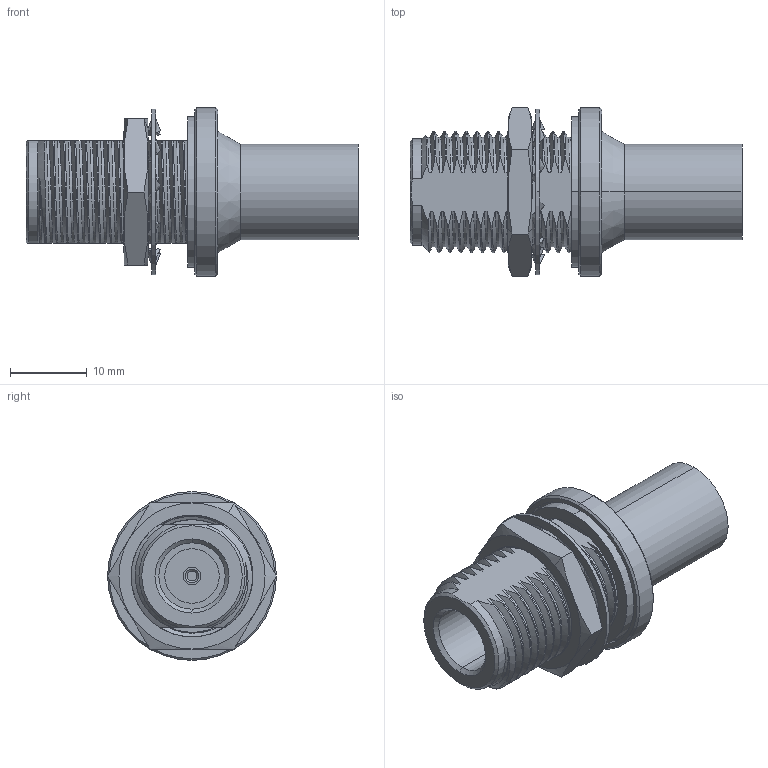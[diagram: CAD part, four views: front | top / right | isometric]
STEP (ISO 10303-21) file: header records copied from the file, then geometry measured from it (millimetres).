
FILE_DESCRIPTION (( 'STEP AP214' ), '1' );
FILE_NAME ('FMCN5286_3D.step', '2024-10-10T23:11:46', ( '' ), ( '' ), 'SwSTEP 2.0', 'SolidWorks 2022', '' );
FILE_SCHEMA (( 'AUTOMOTIVE_DESIGN' ));
Length unit declared in the file: inch
Products named in the file (1): FMCN5286_3D
Bounding box: 43.29 x 22 x 22 mm (x, y, z)
Volume: 5908.6 mm3; surface area: 5843.4 mm2
Topology: 5 solids, 5 shells, 318 faces, 898 edges, 602 vertices
Faces by surface type: bspline 130, cylinder 94, plane 56, cone 38
Entity records: 53769 total; most frequent: CARTESIAN_POINT 46700, ORIENTED_EDGE 1796, DIRECTION 964, EDGE_CURVE 898, VERTEX_POINT 602, AXIS2_PLACEMENT_3D 358, EDGE_LOOP 338, ADVANCED_FACE 318
